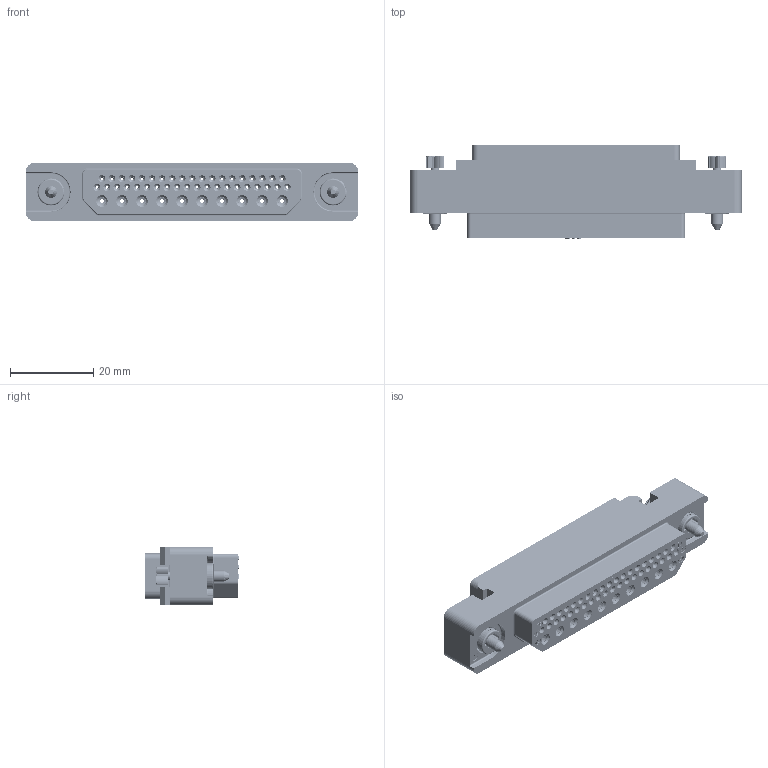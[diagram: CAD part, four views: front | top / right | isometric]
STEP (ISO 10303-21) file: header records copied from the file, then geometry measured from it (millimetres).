
FILE_DESCRIPTION((''),'2;1');
FILE_NAME('1900ND13S1A00A','2019-10-29T',('presta_be4'),(''),'CREO PARAMETRIC BY PTC INC, 2018360','CREO PARAMETRIC BY PTC INC, 2018360','');
FILE_SCHEMA(('CONFIG_CONTROL_DESIGN'));
Products named in the file (1): 1900ND13S1A00A
Bounding box: 80 x 22.57 x 14 mm (x, y, z)
Volume: 12878.2 mm3; surface area: 14151.6 mm2
Topology: 6 solids, 6 shells, 5698 faces, 13480 edges, 8152 vertices
Faces by surface type: plane 1967, cylinder 1476, torus 1212, cone 869, extrusion 168, bspline 6
Entity records: 173932 total; most frequent: CARTESIAN_POINT 39462, DIRECTION 29809, ORIENTED_EDGE 26952, EDGE_CURVE 13476, AXIS2_PLACEMENT_3D 11378, VERTEX_POINT 8152, VECTOR 7053, LINE 6885
